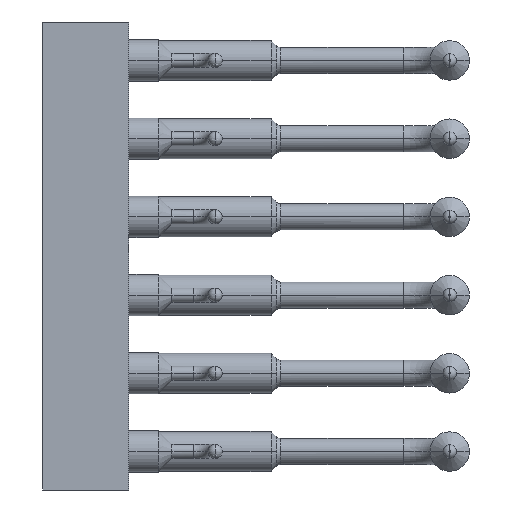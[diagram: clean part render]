
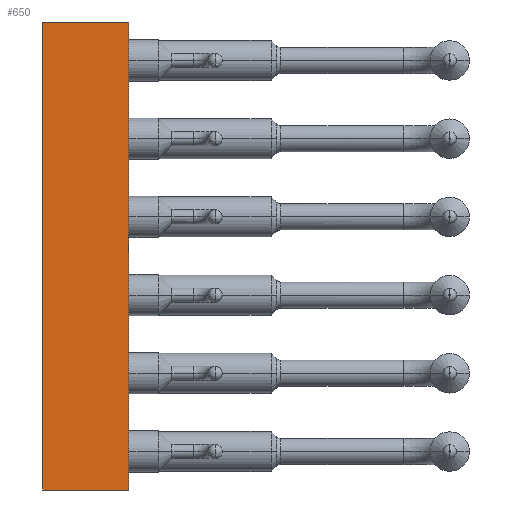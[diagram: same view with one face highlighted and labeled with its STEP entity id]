
A CAD part, left-side view. The second image highlights one B-rep face of the part: STEP entity #650.
In plain terms, the highlighted planar face has unit normal (-1, 0, 0).
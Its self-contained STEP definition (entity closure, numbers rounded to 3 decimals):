
#650=ADVANCED_FACE('',(#1850),#1851,.T.);
#1850=FACE_OUTER_BOUND('',#3060,.T.);
#1851=PLANE('',#3061);
#3060=EDGE_LOOP('',(#7365,#7366,#7367,#7368));
#3061=AXIS2_PLACEMENT_3D('',#7369,#7370,#7371);
#7365=ORIENTED_EDGE('',*,*,#8711,.T.);
#7366=ORIENTED_EDGE('',*,*,#8712,.F.);
#7367=ORIENTED_EDGE('',*,*,#8699,.T.);
#7368=ORIENTED_EDGE('',*,*,#8709,.T.);
#7369=CARTESIAN_POINT('',(-5.01,1.4,-7.6));
#7370=DIRECTION('',(-1.0,0.0,0.0));
#7371=DIRECTION('',(0.0,-1.0,0.0));
#8699=EDGE_CURVE('',#10763,#10761,#10764,.T.);
#8709=EDGE_CURVE('',#10761,#10777,#10779,.T.);
#8711=EDGE_CURVE('',#10777,#10781,#10782,.T.);
#8712=EDGE_CURVE('',#10763,#10781,#10783,.T.);
#10761=VERTEX_POINT('',#13469);
#10763=VERTEX_POINT('',#13472);
#10764=LINE('',#13473,#13474);
#10777=VERTEX_POINT('',#13495);
#10779=LINE('',#13498,#13499);
#10781=VERTEX_POINT('',#13502);
#10782=LINE('',#13503,#13504);
#10783=LINE('',#13505,#13506);
#13469=CARTESIAN_POINT('',(-5.01,0.,-7.6));
#13472=CARTESIAN_POINT('',(-5.01,2.8,-7.6));
#13473=CARTESIAN_POINT('',(-5.01,2.8,-7.6));
#13474=VECTOR('',#16329,1.0);
#13495=CARTESIAN_POINT('',(-5.01,0.,7.6));
#13498=CARTESIAN_POINT('',(-5.01,0.,-7.6));
#13499=VECTOR('',#16339,1.0);
#13502=CARTESIAN_POINT('',(-5.01,2.8,7.6));
#13503=CARTESIAN_POINT('',(-5.01,2.8,7.6));
#13504=VECTOR('',#16341,1.0);
#13505=CARTESIAN_POINT('',(-5.01,2.8,-7.6));
#13506=VECTOR('',#16342,1.0);
#16329=DIRECTION('',(0.0,-1.0,0.0));
#16339=DIRECTION('',(0.0,0.0,1.0));
#16341=DIRECTION('',(0.0,1.0,0.0));
#16342=DIRECTION('',(0.0,0.0,1.0));
